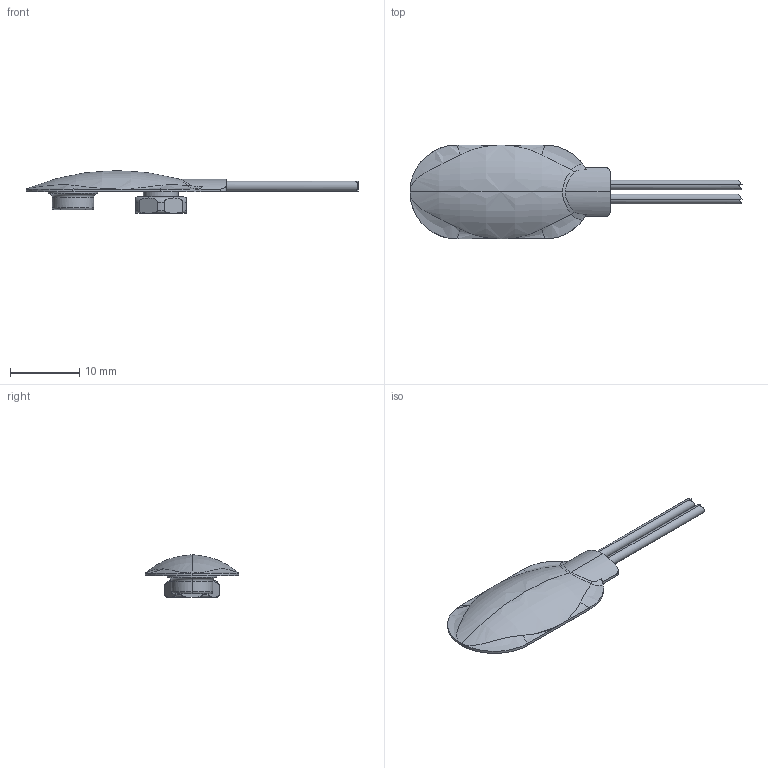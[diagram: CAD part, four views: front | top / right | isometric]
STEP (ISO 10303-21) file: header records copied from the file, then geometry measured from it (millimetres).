
FILE_DESCRIPTION (( 'STEP AP203' ), '1' );
FILE_NAME ('7712K614.step', '2018-05-31T15:39:45', ( '' ), ( '' ), 'SwSTEP 2.0', 'SolidWorks 2014', '' );
FILE_SCHEMA (( 'CONFIG_CONTROL_DESIGN' ));
Length unit declared in the file: inch
Products named in the file (1): 7712K614
Bounding box: 48.01 x 13.59 x 6.15 mm (x, y, z)
Volume: 712.9 mm3; surface area: 1138.7 mm2
Topology: 1 solids, 1 shells, 93 faces, 220 edges, 133 vertices
Faces by surface type: plane 38, cylinder 32, bspline 13, torus 10
Entity records: 4151 total; most frequent: CARTESIAN_POINT 2097, ORIENTED_EDGE 428, DIRECTION 379, EDGE_CURVE 214, AXIS2_PLACEMENT_3D 146, VERTEX_POINT 133, EDGE_LOOP 103, FACE_OUTER_BOUND 93
